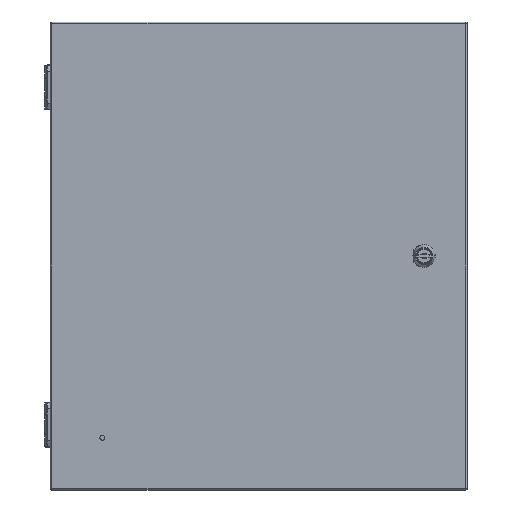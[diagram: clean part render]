
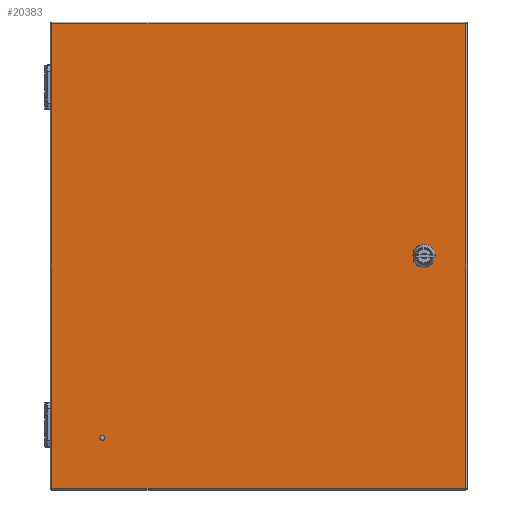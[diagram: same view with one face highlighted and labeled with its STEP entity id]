
A CAD part, top view. The second image highlights one B-rep face of the part: STEP entity #20383.
In plain terms, the highlighted planar face has unit normal (0, 0, 1).
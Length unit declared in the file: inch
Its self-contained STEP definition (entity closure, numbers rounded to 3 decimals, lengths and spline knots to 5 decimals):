
#55 = CARTESIAN_POINT ( 'NONE',  ( 6.67058, -0.3959, 6.107 ) ) ;
#117 = DIRECTION ( 'NONE',  ( -1., 0., 0. ) ) ;
#318 = VECTOR ( 'NONE', #2857, 39.37008 ) ;
#1534 = ORIENTED_EDGE ( 'NONE', *, *, #16203, .F. ) ;
#1625 = VECTOR ( 'NONE', #6422, 39.37008 ) ;
#1751 = DIRECTION ( 'NONE',  ( -1., 0., 0. ) ) ;
#1949 = FACE_BOUND ( 'NONE', #2312, .T. ) ;
#1976 = AXIS2_PLACEMENT_3D ( 'NONE', #5176, #14171, #23178 ) ;
#1993 = CARTESIAN_POINT ( 'NONE',  ( 6.27342, -0.3959, 6.107 ) ) ;
#1997 = CARTESIAN_POINT ( 'NONE',  ( -8.1102, -9.1875, 6.107 ) ) ;
#2108 = DIRECTION ( 'NONE',  ( 0., 0., 1. ) ) ;
#2154 = LINE ( 'NONE', #17918, #7002 ) ;
#2312 = EDGE_LOOP ( 'NONE', ( #28372, #28241, #28589, #5088, #1534, #15609, #20981, #20356 ) ) ;
#2364 = EDGE_CURVE ( 'NONE', #20720, #14683, #26598, .T. ) ;
#2417 = CARTESIAN_POINT ( 'NONE',  ( -2.9827, 0.3961, 6.107 ) ) ;
#2455 = VECTOR ( 'NONE', #1751, 39.37008 ) ;
#2660 = CARTESIAN_POINT ( 'NONE',  ( 6.868, -0.19848, 6.107 ) ) ;
#2857 = DIRECTION ( 'NONE',  ( 0., 1., 0. ) ) ;
#2929 = DIRECTION ( 'NONE',  ( -1., 0., 0. ) ) ;
#3930 = CIRCLE ( 'NONE', #16158, 0.443 ) ;
#4037 = AXIS2_PLACEMENT_3D ( 'NONE', #12048, #18981, #23273 ) ;
#4220 = CARTESIAN_POINT ( 'NONE',  ( 6.076, -0.19848, 6.107 ) ) ;
#4411 = VERTEX_POINT ( 'NONE', #4220 ) ;
#4772 = DIRECTION ( 'NONE',  ( -1., 0., 0. ) ) ;
#4991 = VERTEX_POINT ( 'NONE', #2660 ) ;
#5080 = LINE ( 'NONE', #2417, #24308 ) ;
#5088 = ORIENTED_EDGE ( 'NONE', *, *, #26276, .F. ) ;
#5176 = CARTESIAN_POINT ( 'NONE',  ( 6.472, 0.0001, 6.107 ) ) ;
#5376 = DIRECTION ( 'NONE',  ( 1., 0., 0. ) ) ;
#5714 = CIRCLE ( 'NONE', #8055, 0.09655 ) ;
#5725 = VERTEX_POINT ( 'NONE', #1993 ) ;
#5942 = EDGE_CURVE ( 'NONE', #15712, #20720, #28231, .T. ) ;
#6422 = DIRECTION ( 'NONE',  ( 0., -1., 0. ) ) ;
#6524 = CARTESIAN_POINT ( 'NONE',  ( -2.9827, 4.0001, 6.107 ) ) ;
#6756 = EDGE_CURVE ( 'NONE', #25587, #4411, #2154, .T. ) ;
#6884 = AXIS2_PLACEMENT_3D ( 'NONE', #6524, #2108, #15515 ) ;
#7002 = VECTOR ( 'NONE', #21922, 39.37008 ) ;
#7287 = CARTESIAN_POINT ( 'NONE',  ( 6.868, 4.0001, 6.107 ) ) ;
#7597 = CARTESIAN_POINT ( 'NONE',  ( 6.868, 0.19868, 6.107 ) ) ;
#7882 = CARTESIAN_POINT ( 'NONE',  ( 8.205, -9.1275, 6.107 ) ) ;
#8055 = AXIS2_PLACEMENT_3D ( 'NONE', #24898, #20607, #117 ) ;
#9046 = ORIENTED_EDGE ( 'NONE', *, *, #5942, .T. ) ;
#9966 = CIRCLE ( 'NONE', #13756, 0.443 ) ;
#10581 = EDGE_CURVE ( 'NONE', #4411, #5725, #3930, .T. ) ;
#10696 = LINE ( 'NONE', #1997, #1625 ) ;
#10942 = FACE_BOUND ( 'NONE', #18169, .T. ) ;
#11329 = DIRECTION ( 'NONE',  ( 0., 0., 1. ) ) ;
#11576 = CARTESIAN_POINT ( 'NONE',  ( -8.1102, -9.1275, 6.107 ) ) ;
#11803 = CARTESIAN_POINT ( 'NONE',  ( 6.076, 0.19868, 6.107 ) ) ;
#11898 = VECTOR ( 'NONE', #28961, 39.37008 ) ;
#12048 = CARTESIAN_POINT ( 'NONE',  ( 6.472, 0.0001, 6.107 ) ) ;
#12435 = EDGE_CURVE ( 'NONE', #13946, #13108, #5080, .T. ) ;
#13108 = VERTEX_POINT ( 'NONE', #19827 ) ;
#13438 = EDGE_CURVE ( 'NONE', #5725, #22022, #16555, .T. ) ;
#13756 = AXIS2_PLACEMENT_3D ( 'NONE', #15719, #22811, #29162 ) ;
#13946 = VERTEX_POINT ( 'NONE', #17836 ) ;
#14171 = DIRECTION ( 'NONE',  ( 0., 0., 1. ) ) ;
#14683 = VERTEX_POINT ( 'NONE', #27931 ) ;
#15515 = DIRECTION ( 'NONE',  ( -1., 0., 0. ) ) ;
#15537 = EDGE_CURVE ( 'NONE', #16776, #15712, #10696, .T. ) ;
#15609 = ORIENTED_EDGE ( 'NONE', *, *, #13438, .F. ) ;
#15712 = VERTEX_POINT ( 'NONE', #11576 ) ;
#15719 = CARTESIAN_POINT ( 'NONE',  ( 6.472, 0.0001, 6.107 ) ) ;
#16158 = AXIS2_PLACEMENT_3D ( 'NONE', #22565, #11329, #2929 ) ;
#16203 = EDGE_CURVE ( 'NONE', #22022, #4991, #28995, .T. ) ;
#16555 = LINE ( 'NONE', #28219, #22496 ) ;
#16776 = VERTEX_POINT ( 'NONE', #21453 ) ;
#17065 = CARTESIAN_POINT ( 'NONE',  ( -8.1702, 9.1277, 6.107 ) ) ;
#17447 = EDGE_CURVE ( 'NONE', #18772, #13946, #9966, .T. ) ;
#17736 = FACE_OUTER_BOUND ( 'NONE', #28081, .T. ) ;
#17836 = CARTESIAN_POINT ( 'NONE',  ( 6.67058, 0.3961, 6.107 ) ) ;
#17918 = CARTESIAN_POINT ( 'NONE',  ( 6.076, 4.0001, 6.107 ) ) ;
#18169 = EDGE_LOOP ( 'NONE', ( #26491 ) ) ;
#18498 = LINE ( 'NONE', #7287, #318 ) ;
#18772 = VERTEX_POINT ( 'NONE', #7597 ) ;
#18981 = DIRECTION ( 'NONE',  ( 0., 0., 1. ) ) ;
#19084 = EDGE_CURVE ( 'NONE', #13108, #25587, #21763, .T. ) ;
#19688 = EDGE_CURVE ( 'NONE', #24490, #24490, #5714, .T. ) ;
#19827 = CARTESIAN_POINT ( 'NONE',  ( 6.27342, 0.3961, 6.107 ) ) ;
#19870 = VECTOR ( 'NONE', #5376, 39.37008 ) ;
#20194 = ORIENTED_EDGE ( 'NONE', *, *, #15537, .T. ) ;
#20356 = ORIENTED_EDGE ( 'NONE', *, *, #6756, .F. ) ;
#20383 = ADVANCED_FACE ( 'NONE', ( #1949, #10942, #17736 ), #26746, .T. ) ;
#20607 = DIRECTION ( 'NONE',  ( 0., 0., 1. ) ) ;
#20720 = VERTEX_POINT ( 'NONE', #24902 ) ;
#20981 = ORIENTED_EDGE ( 'NONE', *, *, #10581, .F. ) ;
#21453 = CARTESIAN_POINT ( 'NONE',  ( -8.1102, 9.1277, 6.107 ) ) ;
#21722 = CARTESIAN_POINT ( 'NONE',  ( 8.145, 9.1877, 6.107 ) ) ;
#21763 = CIRCLE ( 'NONE', #1976, 0.443 ) ;
#21922 = DIRECTION ( 'NONE',  ( 0., -1., 0. ) ) ;
#22022 = VERTEX_POINT ( 'NONE', #55 ) ;
#22496 = VECTOR ( 'NONE', #25561, 39.37008 ) ;
#22562 = CARTESIAN_POINT ( 'NONE',  ( -6.21875, -7.1395, 6.107 ) ) ;
#22565 = CARTESIAN_POINT ( 'NONE',  ( 6.472, 0.0001, 6.107 ) ) ;
#22811 = DIRECTION ( 'NONE',  ( 0., 0., 1. ) ) ;
#23178 = DIRECTION ( 'NONE',  ( -1., 0., 0. ) ) ;
#23273 = DIRECTION ( 'NONE',  ( -1., 0., 0. ) ) ;
#23599 = ORIENTED_EDGE ( 'NONE', *, *, #2364, .T. ) ;
#24308 = VECTOR ( 'NONE', #4772, 39.37008 ) ;
#24490 = VERTEX_POINT ( 'NONE', #22562 ) ;
#24898 = CARTESIAN_POINT ( 'NONE',  ( -6.1222, -7.1395, 6.107 ) ) ;
#24902 = CARTESIAN_POINT ( 'NONE',  ( 8.145, -9.1275, 6.107 ) ) ;
#24988 = ORIENTED_EDGE ( 'NONE', *, *, #28152, .T. ) ;
#25561 = DIRECTION ( 'NONE',  ( 1., 0., 0. ) ) ;
#25587 = VERTEX_POINT ( 'NONE', #11803 ) ;
#26276 = EDGE_CURVE ( 'NONE', #4991, #18772, #18498, .T. ) ;
#26491 = ORIENTED_EDGE ( 'NONE', *, *, #19688, .F. ) ;
#26598 = LINE ( 'NONE', #21722, #11898 ) ;
#26746 = PLANE ( 'NONE',  #6884 ) ;
#27931 = CARTESIAN_POINT ( 'NONE',  ( 8.145, 9.1277, 6.107 ) ) ;
#28081 = EDGE_LOOP ( 'NONE', ( #9046, #23599, #24988, #20194 ) ) ;
#28152 = EDGE_CURVE ( 'NONE', #14683, #16776, #28293, .T. ) ;
#28219 = CARTESIAN_POINT ( 'NONE',  ( -2.9827, -0.3959, 6.107 ) ) ;
#28231 = LINE ( 'NONE', #7882, #19870 ) ;
#28241 = ORIENTED_EDGE ( 'NONE', *, *, #12435, .F. ) ;
#28293 = LINE ( 'NONE', #17065, #2455 ) ;
#28372 = ORIENTED_EDGE ( 'NONE', *, *, #19084, .F. ) ;
#28589 = ORIENTED_EDGE ( 'NONE', *, *, #17447, .F. ) ;
#28961 = DIRECTION ( 'NONE',  ( 0., 1., 0. ) ) ;
#28995 = CIRCLE ( 'NONE', #4037, 0.443 ) ;
#29162 = DIRECTION ( 'NONE',  ( -1., 0., 0. ) ) ;
